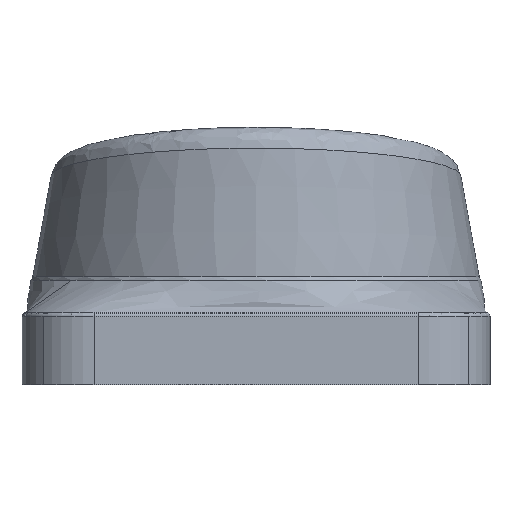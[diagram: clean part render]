
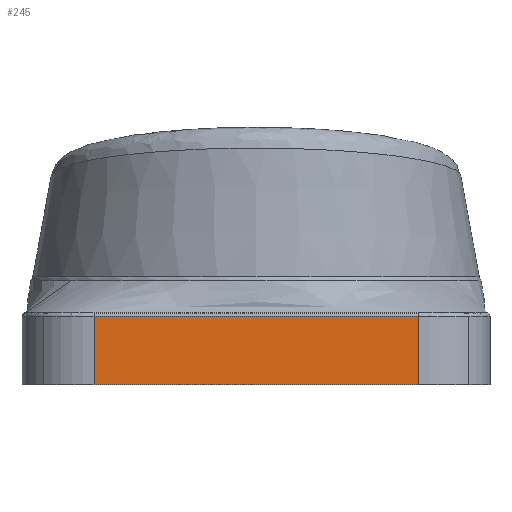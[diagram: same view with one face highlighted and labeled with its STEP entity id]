
A CAD part, front view. The second image highlights one B-rep face of the part: STEP entity #245.
In plain terms, the highlighted planar face has unit normal (0, -1, 0).
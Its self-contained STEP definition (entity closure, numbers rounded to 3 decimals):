
#245=ADVANCED_FACE('',(#657),#658,.F.);
#657=FACE_OUTER_BOUND('',#9816,.T.);
#658=PLANE('',#9817);
#9816=EDGE_LOOP('',(#11401,#11402,#11403,#11404));
#9817=AXIS2_PLACEMENT_3D('',#11405,#11406,#11407);
#11401=ORIENTED_EDGE('',*,*,#11508,.F.);
#11402=ORIENTED_EDGE('',*,*,#12002,.F.);
#11403=ORIENTED_EDGE('',*,*,#12003,.F.);
#11404=ORIENTED_EDGE('',*,*,#11492,.F.);
#11405=CARTESIAN_POINT('',(0.0,-32.5,5.0));
#11406=DIRECTION('',(0.0,1.0,0.0));
#11407=DIRECTION('',(0.0,0.0,1.0));
#11492=EDGE_CURVE('',#12052,#12054,#12055,.T.);
#11508=EDGE_CURVE('',#12081,#12052,#12083,.T.);
#12002=EDGE_CURVE('',#12891,#12081,#12892,.T.);
#12003=EDGE_CURVE('',#12054,#12891,#12893,.T.);
#12052=VERTEX_POINT('',#12958);
#12054=VERTEX_POINT('',#12960);
#12055=LINE('',#12961,#12962);
#12081=VERTEX_POINT('',#12995);
#12083=LINE('',#12997,#12998);
#12891=VERTEX_POINT('',#15205);
#12892=LINE('',#15206,#15207);
#12893=LINE('',#15208,#15209);
#12958=CARTESIAN_POINT('',(22.5,-32.5,9.5));
#12960=CARTESIAN_POINT('',(22.5,-32.5,0.0));
#12961=CARTESIAN_POINT('',(22.5,-32.5,5.0));
#12962=VECTOR('',#15260,1.0);
#12995=CARTESIAN_POINT('',(-22.5,-32.5,9.5));
#12997=CARTESIAN_POINT('',(0.0,-32.5,9.5));
#12998=VECTOR('',#15292,1.0);
#15205=CARTESIAN_POINT('',(-22.5,-32.5,0.0));
#15206=CARTESIAN_POINT('',(-22.5,-32.5,5.0));
#15207=VECTOR('',#16194,1.0);
#15208=CARTESIAN_POINT('',(0.0,-32.5,0.0));
#15209=VECTOR('',#16195,1.0);
#15260=DIRECTION('',(0.0,0.0,-1.0));
#15292=DIRECTION('',(1.0,0.0,0.0));
#16194=DIRECTION('',(-0.0,-0.0,1.0));
#16195=DIRECTION('',(-1.0,0.0,0.0));
